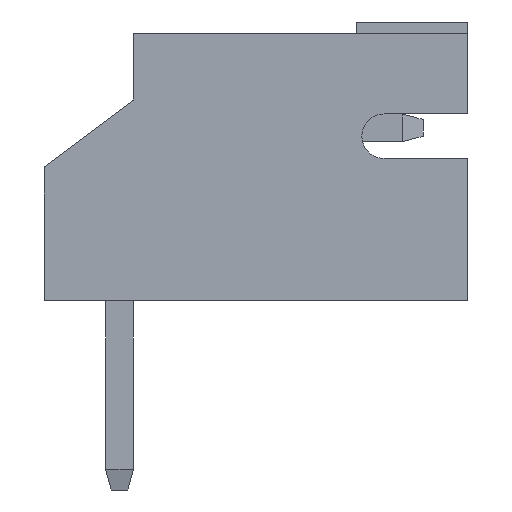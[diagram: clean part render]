
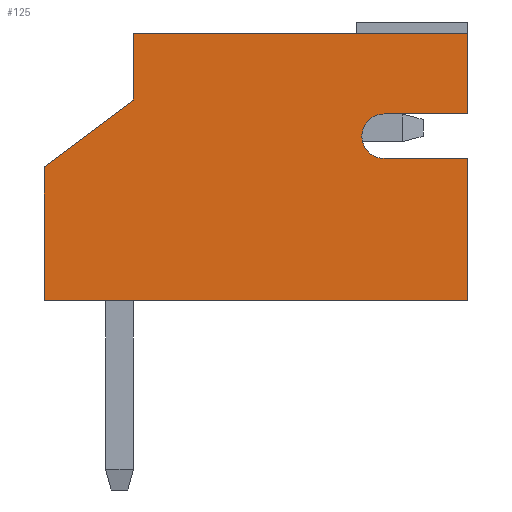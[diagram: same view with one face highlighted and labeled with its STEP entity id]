
A CAD part, left-side view. The second image highlights one B-rep face of the part: STEP entity #125.
In plain terms, the highlighted planar face has unit normal (-1, 0, 0).
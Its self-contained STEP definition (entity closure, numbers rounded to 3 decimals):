
#125=ADVANCED_FACE('',(#2116),#2118,.T.);
#2116=FACE_BOUND('',#2117,.T.);
#2117=EDGE_LOOP('',(#3726,#3727,#3728,#3729,#3730,#3731,#3732,#3733,#3734,#3735));
#2118=PLANE('',#2119);
#2119=AXIS2_PLACEMENT_3D('',#2120,#2121,#2122);
#2120=CARTESIAN_POINT('',(-1.95,0.,0.));
#2121=DIRECTION('',(-1.,0.,0.));
#2122=DIRECTION('',(0.,0.,1.));
#3726=ORIENTED_EDGE('',*,*,#4859,.T.);
#3727=ORIENTED_EDGE('',*,*,#4803,.T.);
#3728=ORIENTED_EDGE('',*,*,#4853,.T.);
#3729=ORIENTED_EDGE('',*,*,#4860,.T.);
#3730=ORIENTED_EDGE('',*,*,#4861,.T.);
#3731=ORIENTED_EDGE('',*,*,#4862,.T.);
#3732=ORIENTED_EDGE('',*,*,#4863,.T.);
#3733=ORIENTED_EDGE('',*,*,#4864,.T.);
#3734=ORIENTED_EDGE('',*,*,#4865,.T.);
#3735=ORIENTED_EDGE('',*,*,#4866,.T.);
#4803=EDGE_CURVE('',#5384,#5382,#5385,.T.);
#4853=EDGE_CURVE('',#5382,#5478,#5480,.T.);
#4859=EDGE_CURVE('',#5488,#5384,#5489,.F.);
#4860=EDGE_CURVE('',#5478,#5490,#5491,.T.);
#4861=EDGE_CURVE('',#5490,#5492,#5493,.T.);
#4862=EDGE_CURVE('',#5492,#5494,#5495,.T.);
#4863=EDGE_CURVE('',#5494,#5496,#5497,.T.);
#4864=EDGE_CURVE('',#5496,#5498,#5499,.T.);
#4865=EDGE_CURVE('',#5498,#5500,#5501,.F.);
#4866=EDGE_CURVE('',#5500,#5488,#5502,.F.);
#5382=VERTEX_POINT('',#6329);
#5384=VERTEX_POINT('',#6333);
#5385=LINE('',#6334,#6335);
#5478=VERTEX_POINT('',#6525);
#5480=LINE('',#6529,#6530);
#5488=VERTEX_POINT('',#6549);
#5489=LINE('',#6550,#6551);
#5490=VERTEX_POINT('',#6553);
#5491=LINE('',#6554,#6555);
#5492=VERTEX_POINT('',#6557);
#5493=LINE('',#6558,#6559);
#5494=VERTEX_POINT('',#6561);
#5495=LINE('',#6562,#6563);
#5496=VERTEX_POINT('',#6565);
#5497=LINE('',#6566,#6567);
#5498=VERTEX_POINT('',#6569);
#5499=LINE('',#6570,#6571);
#5500=VERTEX_POINT('',#6573);
#5501=LINE('',#6574,#6575);
#5502=CIRCLE('',#6577,0.4);
#6329=CARTESIAN_POINT('',(-1.95,-6.25,4.8));
#6333=CARTESIAN_POINT('',(-1.95,-6.25,3.35));
#6334=CARTESIAN_POINT('',(-1.95,-6.25,3.35));
#6335=VECTOR('',#6336,1.);
#6336=DIRECTION('',(0.,0.,1.));
#6525=CARTESIAN_POINT('',(-1.95,-0.25,4.8));
#6529=CARTESIAN_POINT('',(-1.95,-6.25,4.8));
#6530=VECTOR('',#6531,1.);
#6531=DIRECTION('',(0.,1.,0.));
#6549=CARTESIAN_POINT('',(-1.95,-4.75,3.35));
#6550=CARTESIAN_POINT('',(-1.95,-6.25,3.35));
#6551=VECTOR('',#6552,1.);
#6552=DIRECTION('',(0.,1.,0.));
#6553=CARTESIAN_POINT('',(-1.95,-0.25,3.6));
#6554=CARTESIAN_POINT('',(-1.95,-0.25,4.8));
#6555=VECTOR('',#6556,1.);
#6556=DIRECTION('',(0.,0.,-1.));
#6557=CARTESIAN_POINT('',(-1.95,1.35,2.4));
#6558=CARTESIAN_POINT('',(-1.95,-0.25,3.6));
#6559=VECTOR('',#6560,1.);
#6560=DIRECTION('',(0.,0.8,-0.6));
#6561=CARTESIAN_POINT('',(-1.95,1.35,0.));
#6562=CARTESIAN_POINT('',(-1.95,1.35,2.4));
#6563=VECTOR('',#6564,1.);
#6564=DIRECTION('',(0.,0.,-1.));
#6565=CARTESIAN_POINT('',(-1.95,-6.25,0.));
#6566=CARTESIAN_POINT('',(-1.95,1.35,0.));
#6567=VECTOR('',#6568,1.);
#6568=DIRECTION('',(0.,-1.,0.));
#6569=CARTESIAN_POINT('',(-1.95,-6.25,2.55));
#6570=CARTESIAN_POINT('',(-1.95,-6.25,0.));
#6571=VECTOR('',#6572,1.);
#6572=DIRECTION('',(0.,0.,1.));
#6573=CARTESIAN_POINT('',(-1.95,-4.75,2.55));
#6574=CARTESIAN_POINT('',(-1.95,-4.75,2.55));
#6575=VECTOR('',#6576,1.);
#6576=DIRECTION('',(0.,-1.,0.));
#6577=AXIS2_PLACEMENT_3D('',#6578,#6579,#6580);
#6578=CARTESIAN_POINT('',(-1.95,-4.75,2.95));
#6579=DIRECTION('',(-1.,0.,0.));
#6580=DIRECTION('',(0.,0.,1.));
